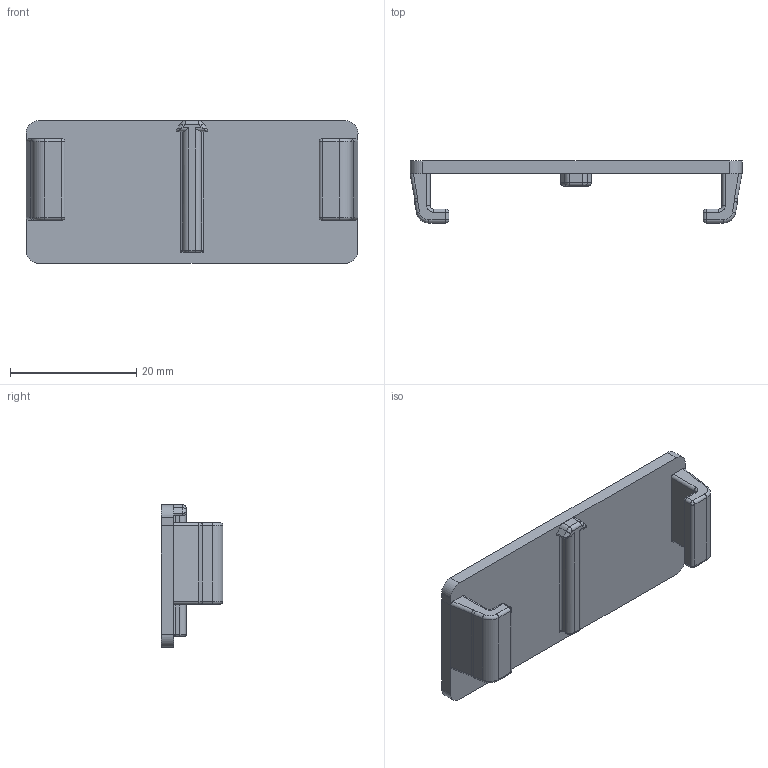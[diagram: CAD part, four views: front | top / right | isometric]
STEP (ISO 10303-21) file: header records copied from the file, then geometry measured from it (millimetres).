
FILE_DESCRIPTION(/* description */ (''),/* implementation_level */ '2;1');
FILE_NAME(/* name */ 'comma3x_windshield_mount.step',/* time_stamp */ '2024-02-23T10:30:20-05:00',/* author */ (''),/* organization */ (''),/* preprocessor_version */ 'ST-DEVELOPER v20',/* originating_system */ 'Autodesk Translation Framework v12.20.1.177',/* authorisation */ '');
FILE_SCHEMA (('AUTOMOTIVE_DESIGN { 1 0 10303 214 3 1 1 }'));
Length unit declared in the file: millimetre
Products named in the file (1): c3x_mount_legs
Bounding box: 52.55 x 9.8 x 22.57 mm (x, y, z)
Volume: 3139 mm3; surface area: 3626.1 mm2
Topology: 4 solids, 4 shells, 120 faces, 275 edges, 159 vertices
Faces by surface type: cylinder 54, plane 38, torus 12, sphere 8, bspline 8
Entity records: 3780 total; most frequent: CARTESIAN_POINT 1038, DIRECTION 599, ORIENTED_EDGE 542, EDGE_CURVE 271, AXIS2_PLACEMENT_3D 225, VERTEX_POINT 159, LINE 149, VECTOR 149
